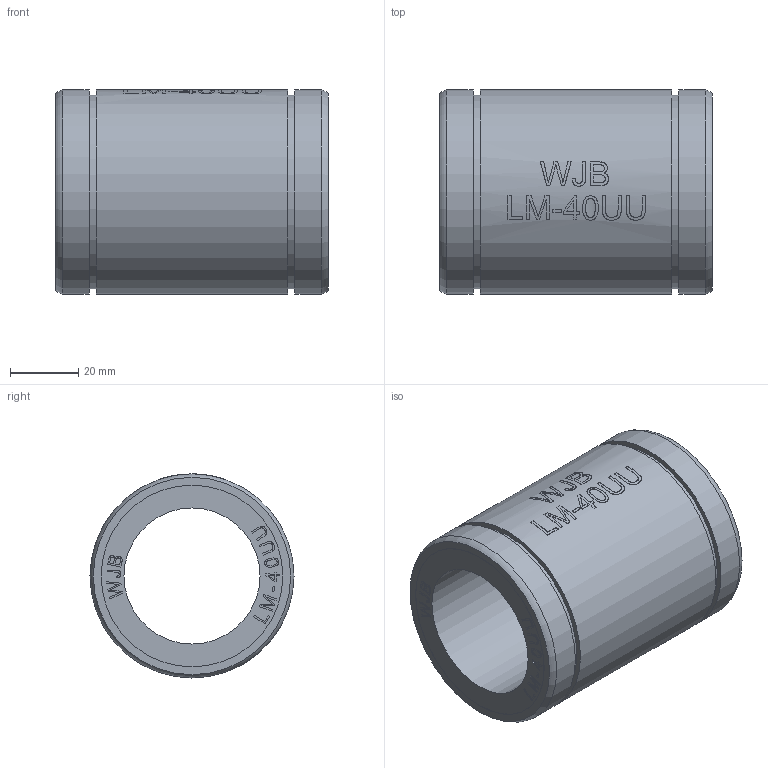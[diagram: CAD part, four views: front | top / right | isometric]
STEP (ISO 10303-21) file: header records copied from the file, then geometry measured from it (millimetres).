
FILE_DESCRIPTION(/* description */ (''),/* implementation_level */ '2;1');
FILE_NAME(/* name */ 'WJB-LM-40UU.stp',/* time_stamp */ '2019-01-27T11:30:46+08:00',/* author */ (''),/* organization */ (''),/* preprocessor_version */ 'ST-DEVELOPER v11',/* originating_system */ 'SIEMENS UGS NX 6.0',/* authorisation */ '');
FILE_SCHEMA (('AUTOMOTIVE_DESIGN { 1 0 10303 214 1 1 1 1 }'));
Length unit declared in the file: millimetre
Products named in the file (1): ROCKE321yzub
Bounding box: 80 x 60 x 60 mm (x, y, z)
Volume: 123969.7 mm3; surface area: 29131 mm2
Topology: 1 solids, 1 shells, 300 faces, 748 edges, 498 vertices
Faces by surface type: plane 198, extrusion 78, cylinder 22, torus 2
Full cylindrical faces by diameter (mm): 40 x1, 53.4 x2, 57 x2, 60 x3
Entity records: 10952 total; most frequent: CARTESIAN_POINT 4231, ORIENTED_EDGE 1476, DIRECTION 1070, EDGE_CURVE 738, VERTEX_POINT 498, VECTOR 480, LINE 402, EDGE_LOOP 360
